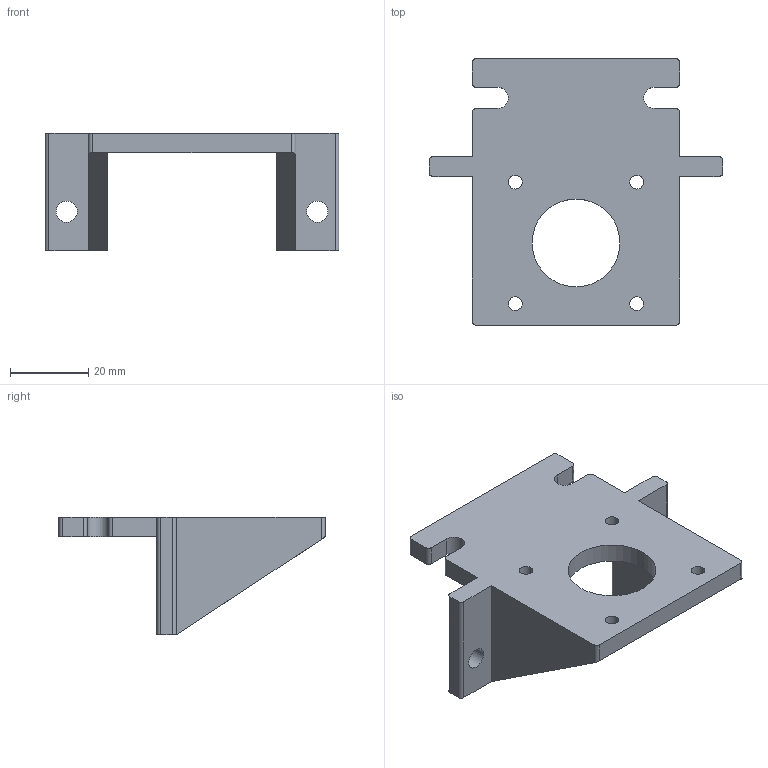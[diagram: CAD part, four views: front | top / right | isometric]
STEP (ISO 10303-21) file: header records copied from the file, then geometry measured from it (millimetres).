
FILE_DESCRIPTION (( 'STEP AP214' ), '1' );
FILE_NAME ('Z_Motor_Mount_1.0.STEP', '2017-06-21T10:54:41', ( '' ), ( '' ), 'SwSTEP 2.0', 'SolidWorks 2014', '' );
FILE_SCHEMA (( 'AUTOMOTIVE_DESIGN' ));
Length unit declared in the file: millimetre
Products named in the file (1): Z_Motor_Mount_1.0
Bounding box: 75 x 68 x 30 mm (x, y, z)
Volume: 24417.5 mm3; surface area: 12346.9 mm2
Topology: 1 solids, 1 shells, 57 faces, 161 edges, 106 vertices
Faces by surface type: cylinder 31, plane 26
Entity records: 1925 total; most frequent: DIRECTION 335, CARTESIAN_POINT 331, ORIENTED_EDGE 322, EDGE_CURVE 161, AXIS2_PLACEMENT_3D 118, VERTEX_POINT 106, LINE 99, VECTOR 99
